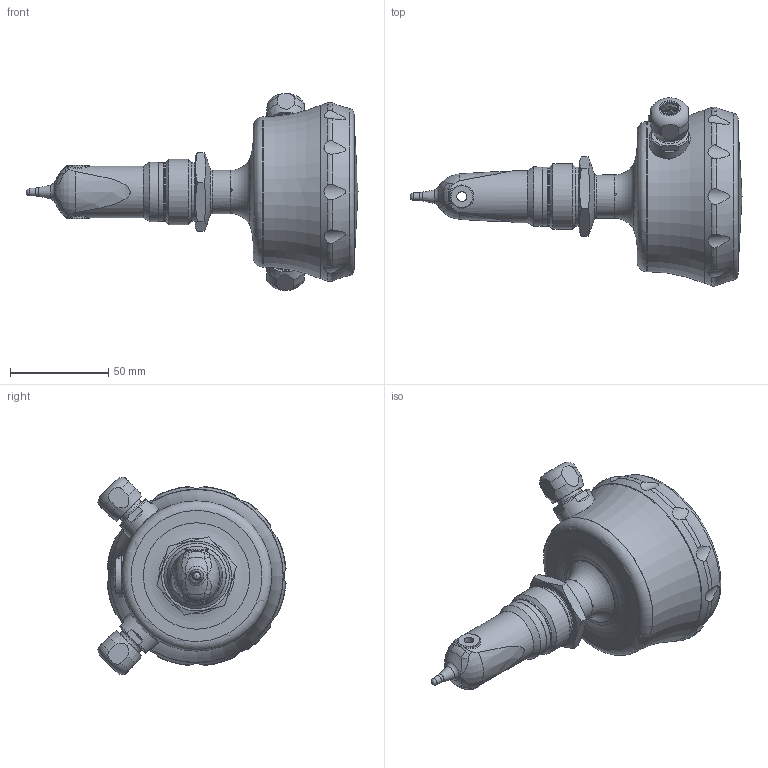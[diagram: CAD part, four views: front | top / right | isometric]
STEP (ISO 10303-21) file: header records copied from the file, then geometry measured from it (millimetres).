
FILE_DESCRIPTION(/* description */ ('Unknown'),/* implementation_level */ '2;1');
FILE_NAME(/* name */ 'AFI4-6830.####.#3##',/* time_stamp */ '2023-09-19T10:41:01+02:00',/* author */ ('Unknown'),/* organization */ ('Baumer'),/* preprocessor_version */ 'ST-DEVELOPER v16.7',/* originating_system */ 'Solid Edge',/* authorisation */ 'Unknown');
FILE_SCHEMA (('AUTOMOTIVE_DESIGN {1 0 10303 214 3 1 1}'));
Length unit declared in the file: millimetre
Products named in the file (1): Part14
Bounding box: 168.76 x 95.6 x 100.22 mm (x, y, z)
Volume: 116969.8 mm3; surface area: 78182.7 mm2
Topology: 1 solids, 6 shells, 625 faces, 1635 edges, 1040 vertices
Faces by surface type: plane 198, cylinder 178, torus 104, cone 91, bspline 52, sphere 2
Full cylindrical faces by diameter (mm): 1.25 x1, 3.4 x2, 5 x1, 8.87 x1, 9 x2, 10 x1, 12.2 x2, 14 x6, 14.376 x2, 14.38 x2, 15.2 x2, 16 x8, 18 x1, 18.9 x1, 18.95 x1, 19 x2, 20 x1, 20.8 x3, 21 x1, 22 x1, 23.6 x2, 23.8 x1, 24 x1, 24.2 x1, 26.4 x1, 26.85 x1, 27.2 x1, 27.5 x1, 30 x3, 30.1 x1
Entity records: 25635 total; most frequent: CARTESIAN_POINT 7810, ORIENTED_EDGE 2766, DIRECTION 2612, EDGE_CURVE 1383, AXIS2_PLACEMENT_3D 1158, VERTEX_POINT 959, FACE_BOUND 846, EDGE_LOOP 843
